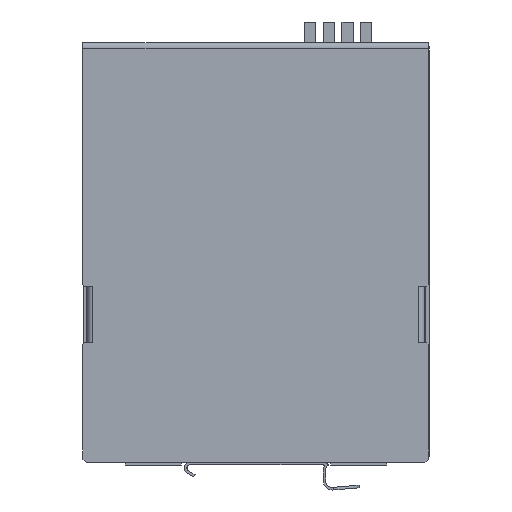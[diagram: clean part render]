
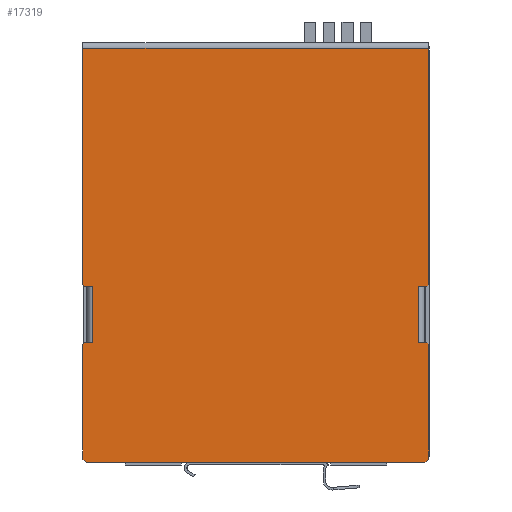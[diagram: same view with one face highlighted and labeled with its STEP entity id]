
A CAD part, front view. The second image highlights one B-rep face of the part: STEP entity #17319.
In plain terms, the highlighted planar face has unit normal (0, -1, 0).
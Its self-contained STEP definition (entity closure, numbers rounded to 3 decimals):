
#734=PLANE('',#18617);
#1418=FACE_OUTER_BOUND('',#2445,.T.);
#2445=EDGE_LOOP('',(#13714,#13715,#13716,#13717,#13718,#13719,#13720,#13721,
#13722,#13723,#13724,#13725,#13726,#13727,#13728,#13729,#13730,#13731));
#4036=LINE('',#26276,#6015);
#4040=LINE('',#26284,#6019);
#4042=LINE('',#26290,#6021);
#4043=LINE('',#26292,#6022);
#4044=LINE('',#26294,#6023);
#4045=LINE('',#26296,#6024);
#4046=LINE('',#26298,#6025);
#4047=LINE('',#26300,#6026);
#4048=LINE('',#26302,#6027);
#4049=LINE('',#26304,#6028);
#4050=LINE('',#26306,#6029);
#4051=LINE('',#26308,#6030);
#4052=LINE('',#26310,#6031);
#4053=LINE('',#26312,#6032);
#4054=LINE('',#26314,#6033);
#4055=LINE('',#26316,#6034);
#4056=LINE('',#26318,#6035);
#4057=LINE('',#26319,#6036);
#6015=VECTOR('',#21455,1.);
#6019=VECTOR('',#21461,1.);
#6021=VECTOR('',#21467,1.);
#6022=VECTOR('',#21468,1.);
#6023=VECTOR('',#21469,1.);
#6024=VECTOR('',#21470,1.);
#6025=VECTOR('',#21471,1.);
#6026=VECTOR('',#21472,1.);
#6027=VECTOR('',#21473,1.);
#6028=VECTOR('',#21474,1.);
#6029=VECTOR('',#21475,1.);
#6030=VECTOR('',#21476,1.);
#6031=VECTOR('',#21477,1.);
#6032=VECTOR('',#21478,1.);
#6033=VECTOR('',#21479,1.);
#6034=VECTOR('',#21480,1.);
#6035=VECTOR('',#21481,1.);
#6036=VECTOR('',#21482,1.);
#8099=VERTEX_POINT('',#26274);
#8100=VERTEX_POINT('',#26275);
#8103=VERTEX_POINT('',#26283);
#8105=VERTEX_POINT('',#26289);
#8106=VERTEX_POINT('',#26291);
#8107=VERTEX_POINT('',#26293);
#8108=VERTEX_POINT('',#26295);
#8109=VERTEX_POINT('',#26297);
#8110=VERTEX_POINT('',#26299);
#8111=VERTEX_POINT('',#26301);
#8112=VERTEX_POINT('',#26303);
#8113=VERTEX_POINT('',#26305);
#8114=VERTEX_POINT('',#26307);
#8115=VERTEX_POINT('',#26309);
#8116=VERTEX_POINT('',#26311);
#8117=VERTEX_POINT('',#26313);
#8118=VERTEX_POINT('',#26315);
#8119=VERTEX_POINT('',#26317);
#10118=EDGE_CURVE('',#8099,#8100,#4036,.T.);
#10122=EDGE_CURVE('',#8103,#8100,#4040,.T.);
#10125=EDGE_CURVE('',#8099,#8105,#4042,.T.);
#10126=EDGE_CURVE('',#8105,#8106,#4043,.T.);
#10127=EDGE_CURVE('',#8106,#8107,#4044,.T.);
#10128=EDGE_CURVE('',#8108,#8107,#4045,.T.);
#10129=EDGE_CURVE('',#8108,#8109,#4046,.T.);
#10130=EDGE_CURVE('',#8109,#8110,#4047,.T.);
#10131=EDGE_CURVE('',#8110,#8111,#4048,.T.);
#10132=EDGE_CURVE('',#8112,#8111,#4049,.T.);
#10133=EDGE_CURVE('',#8112,#8113,#4050,.T.);
#10134=EDGE_CURVE('',#8114,#8113,#4051,.T.);
#10135=EDGE_CURVE('',#8114,#8115,#4052,.T.);
#10136=EDGE_CURVE('',#8116,#8115,#4053,.T.);
#10137=EDGE_CURVE('',#8116,#8117,#4054,.T.);
#10138=EDGE_CURVE('',#8118,#8117,#4055,.T.);
#10139=EDGE_CURVE('',#8118,#8119,#4056,.T.);
#10140=EDGE_CURVE('',#8119,#8103,#4057,.T.);
#13714=ORIENTED_EDGE('',*,*,#10118,.F.);
#13715=ORIENTED_EDGE('',*,*,#10125,.T.);
#13716=ORIENTED_EDGE('',*,*,#10126,.T.);
#13717=ORIENTED_EDGE('',*,*,#10127,.T.);
#13718=ORIENTED_EDGE('',*,*,#10128,.F.);
#13719=ORIENTED_EDGE('',*,*,#10129,.T.);
#13720=ORIENTED_EDGE('',*,*,#10130,.T.);
#13721=ORIENTED_EDGE('',*,*,#10131,.T.);
#13722=ORIENTED_EDGE('',*,*,#10132,.F.);
#13723=ORIENTED_EDGE('',*,*,#10133,.T.);
#13724=ORIENTED_EDGE('',*,*,#10134,.F.);
#13725=ORIENTED_EDGE('',*,*,#10135,.T.);
#13726=ORIENTED_EDGE('',*,*,#10136,.F.);
#13727=ORIENTED_EDGE('',*,*,#10137,.T.);
#13728=ORIENTED_EDGE('',*,*,#10138,.F.);
#13729=ORIENTED_EDGE('',*,*,#10139,.T.);
#13730=ORIENTED_EDGE('',*,*,#10140,.T.);
#13731=ORIENTED_EDGE('',*,*,#10122,.T.);
#17319=ADVANCED_FACE('',(#1418),#734,.F.);
#18617=AXIS2_PLACEMENT_3D('',#26288,#21465,#21466);
#21455=DIRECTION('',(-0.707,0.,-0.707));
#21461=DIRECTION('',(1.,0.,0.));
#21465=DIRECTION('center_axis',(0.,1.,0.));
#21466=DIRECTION('ref_axis',(0.,0.,
-1.));
#21467=DIRECTION('',(0.,0.,1.));
#21468=DIRECTION('',(-1.,0.,0.));
#21469=DIRECTION('',(0.,0.,-1.));
#21470=DIRECTION('',(-0.707,0.,0.707));
#21471=DIRECTION('',(1.,0.,0.));
#21472=DIRECTION('',(0.,0.,-1.));
#21473=DIRECTION('',(-1.,0.,0.));
#21474=DIRECTION('',(0.707,0.,0.707));
#21475=DIRECTION('',(0.,0.,-1.));
#21476=DIRECTION('',(-0.707,0.,0.707));
#21477=DIRECTION('',(1.,0.,0.));
#21478=DIRECTION('',(-0.707,0.,-0.707));
#21479=DIRECTION('',(0.,0.,1.));
#21480=DIRECTION('',(0.707,0.,-0.707));
#21481=DIRECTION('',(-1.,0.,0.));
#21482=DIRECTION('',(0.,0.,1.));
#26274=CARTESIAN_POINT('',(92.4,-1.,47.5));
#26275=CARTESIAN_POINT('',(91.9,-1.,47.));
#26276=CARTESIAN_POINT('',(82.79,-1.,37.89));
#26283=CARTESIAN_POINT('',(89.7,-1.,47.));
#26284=CARTESIAN_POINT('',(68.3,-1.,47.));
#26288=CARTESIAN_POINT('Origin',(46.15,-1.,55.809));
#26289=CARTESIAN_POINT('',(92.4,-1.,110.7));
#26290=CARTESIAN_POINT('',(92.4,-1.,47.));
#26291=CARTESIAN_POINT('',(-0.1,-1.,110.7));
#26292=CARTESIAN_POINT('',(46.15,-1.,110.7));
#26293=CARTESIAN_POINT('',(-0.1,-1.,47.5));
#26294=CARTESIAN_POINT('',(-0.1,-1.,112.2));
#26295=CARTESIAN_POINT('',(0.4,-1.,47.));
#26296=CARTESIAN_POINT('',(9.51,-1.,37.89));
#26297=CARTESIAN_POINT('',(2.6,-1.,47.));
#26298=CARTESIAN_POINT('',(24.,-1.,47.));
#26299=CARTESIAN_POINT('',(2.6,-1.,32.));
#26300=CARTESIAN_POINT('',(2.6,-1.,47.654));
#26301=CARTESIAN_POINT('',(0.4,-1.,32.));
#26302=CARTESIAN_POINT('',(24.,-1.,32.));
#26303=CARTESIAN_POINT('',(-0.1,-1.,31.5));
#26304=CARTESIAN_POINT('',(17.665,-1.,49.265));
#26305=CARTESIAN_POINT('',(-0.1,-1.,0.8));
#26306=CARTESIAN_POINT('',(-0.1,-1.,32.));
#26307=CARTESIAN_POINT('',(0.9,-1.,-0.2));
#26308=CARTESIAN_POINT('',(-2.04,-1.,2.74));
#26309=CARTESIAN_POINT('',(91.4,-1.,-0.2));
#26310=CARTESIAN_POINT('',(-0.1,-1.,-0.2));
#26311=CARTESIAN_POINT('',(92.4,-1.,0.8));
#26312=CARTESIAN_POINT('',(94.34,-1.,2.74));
#26313=CARTESIAN_POINT('',(92.4,-1.,31.5));
#26314=CARTESIAN_POINT('',(92.4,-1.,-0.2));
#26315=CARTESIAN_POINT('',(91.9,-1.,32.));
#26316=CARTESIAN_POINT('',(74.635,-1.,49.265));
#26317=CARTESIAN_POINT('',(89.7,-1.,32.));
#26318=CARTESIAN_POINT('',(92.4,-1.,32.));
#26319=CARTESIAN_POINT('',(89.7,-1.,47.654));
